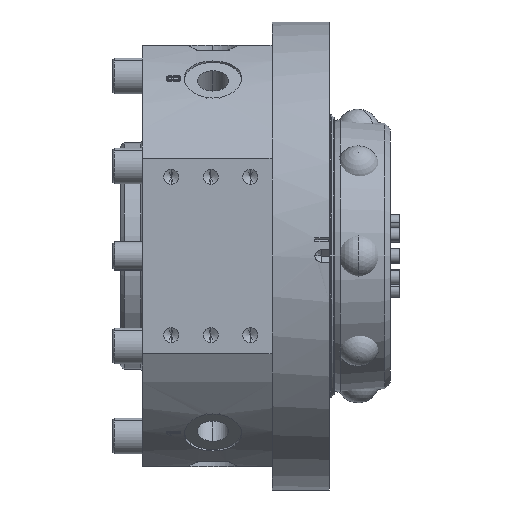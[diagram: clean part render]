
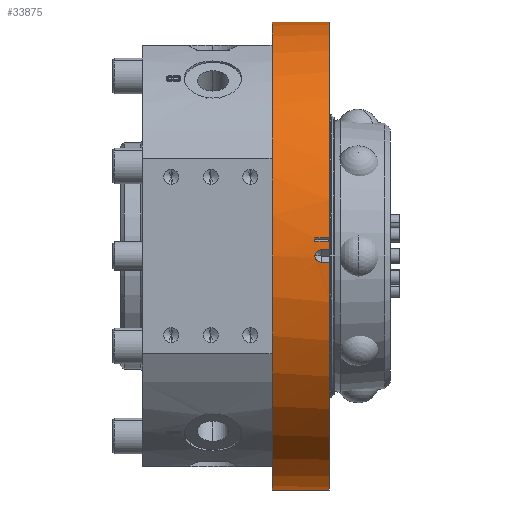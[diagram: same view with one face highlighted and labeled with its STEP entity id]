
A CAD part, left-side view. The second image highlights one B-rep face of the part: STEP entity #33875.
In plain terms, the highlighted cylindrical face has radius 65 mm (diameter 130 mm), a partial arc.
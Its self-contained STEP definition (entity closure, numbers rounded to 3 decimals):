
#447 = ORIENTED_EDGE ( 'NONE', *, *, #21346, .F. ) ;
#1253 = EDGE_CURVE ( 'NONE', #47835, #30121, #29982, .T. ) ;
#1405 = EDGE_CURVE ( 'NONE', #43611, #15111, #60820, .T. ) ;
#1562 = DIRECTION ( 'NONE',  ( 0., 0., 1. ) ) ;
#1908 = CARTESIAN_POINT ( 'NONE',  ( -64.875, -48., 4.037 ) ) ;
#3575 = CARTESIAN_POINT ( 'NONE',  ( -64.875, -52., 4.037 ) ) ;
#5382 = CARTESIAN_POINT ( 'NONE',  ( -64.995, -48.263, 0.845 ) ) ;
#5832 = LINE ( 'NONE', #60606, #13003 ) ;
#6108 = CARTESIAN_POINT ( 'NONE',  ( -64.986, -48.718, 1.34 ) ) ;
#6464 = CARTESIAN_POINT ( 'NONE',  ( -65., -48., 0.226 ) ) ;
#6688 = ORIENTED_EDGE ( 'NONE', *, *, #61858, .T. ) ;
#8444 = CARTESIAN_POINT ( 'NONE',  ( -64.979, -49.31, -1.656 ) ) ;
#9732 = VERTEX_POINT ( 'NONE', #53946 ) ;
#9862 = CARTESIAN_POINT ( 'NONE',  ( -65., -48., 0. ) ) ;
#10123 = CARTESIAN_POINT ( 'NONE',  ( -64.805, -52., 5.031 ) ) ;
#10567 = VERTEX_POINT ( 'NONE', #10123 ) ;
#11700 = DIRECTION ( 'NONE',  ( 0., -1., 0. ) ) ;
#11762 = EDGE_CURVE ( 'NONE', #56507, #9732, #65268, .T. ) ;
#11848 = CYLINDRICAL_SURFACE ( 'NONE', #49712, 65. ) ;
#12205 = EDGE_LOOP ( 'NONE', ( #69438, #25101, #46241, #58852, #15916, #43319, #34032, #447, #68263, #33102, #6688, #12672, #69057 ) ) ;
#12672 = ORIENTED_EDGE ( 'NONE', *, *, #63234, .T. ) ;
#12771 = VERTEX_POINT ( 'NONE', #47164 ) ;
#13003 = VECTOR ( 'NONE', #16988, 1000. ) ;
#13827 = CARTESIAN_POINT ( 'NONE',  ( -64.977, -49.75, -1.727 ) ) ;
#14143 = DIRECTION ( 'NONE',  ( 0., 1., 0. ) ) ;
#14532 = CARTESIAN_POINT ( 'NONE',  ( -64.977, -49.637, -1.727 ) ) ;
#15111 = VERTEX_POINT ( 'NONE', #53477 ) ;
#15200 = CARTESIAN_POINT ( 'NONE',  ( -64.977, -49.75, 1.727 ) ) ;
#15916 = ORIENTED_EDGE ( 'NONE', *, *, #49297, .T. ) ;
#16529 = CARTESIAN_POINT ( 'NONE',  ( -65., -48., 0. ) ) ;
#16896 = CARTESIAN_POINT ( 'NONE',  ( -64.983, -48.903, 1.473 ) ) ;
#16988 = DIRECTION ( 'NONE',  ( 0., 1., 0. ) ) ;
#17406 = CARTESIAN_POINT ( 'NONE',  ( 0., -52., 65. ) ) ;
#18135 = AXIS2_PLACEMENT_3D ( 'NONE', #26442, #22470, #38296 ) ;
#18149 = CARTESIAN_POINT ( 'NONE',  ( 0., -52., 0. ) ) ;
#19418 = EDGE_CURVE ( 'NONE', #12771, #56507, #33038, .T. ) ;
#19963 = CARTESIAN_POINT ( 'NONE',  ( -64.983, -48.902, -1.472 ) ) ;
#20365 = EDGE_CURVE ( 'NONE', #30121, #60005, #48048, .T. ) ;
#21346 = EDGE_CURVE ( 'NONE', #43611, #60005, #51604, .T. ) ;
#22143 = CARTESIAN_POINT ( 'NONE',  ( 0., -36.1, -65. ) ) ;
#22470 = DIRECTION ( 'NONE',  ( 0., 1., 0. ) ) ;
#22882 = LINE ( 'NONE', #45198, #37792 ) ;
#24025 = VECTOR ( 'NONE', #64559, 1000. ) ;
#25011 = CARTESIAN_POINT ( 'NONE',  ( -64.986, -48.717, -1.34 ) ) ;
#25101 = ORIENTED_EDGE ( 'NONE', *, *, #19418, .T. ) ;
#26354 = CARTESIAN_POINT ( 'NONE',  ( 0., -36.1, 0. ) ) ;
#26442 = CARTESIAN_POINT ( 'NONE',  ( 0., -52., 0. ) ) ;
#26639 = CARTESIAN_POINT ( 'NONE',  ( 0., -26.261, 0. ) ) ;
#26771 = CARTESIAN_POINT ( 'NONE',  ( -64.999, -48.065, -0.446 ) ) ;
#29744 = AXIS2_PLACEMENT_3D ( 'NONE', #53000, #41853, #63843 ) ;
#29982 = LINE ( 'NONE', #51929, #65456 ) ;
#30121 = VERTEX_POINT ( 'NONE', #53590 ) ;
#30473 = EDGE_CURVE ( 'NONE', #9732, #53245, #36450, .T. ) ;
#30654 = CIRCLE ( 'NONE', #53610, 65. ) ;
#30766 = CARTESIAN_POINT ( 'NONE',  ( 0., -26.261, 65. ) ) ;
#30926 = CARTESIAN_POINT ( 'NONE',  ( -65., -48., 0. ) ) ;
#32196 = CARTESIAN_POINT ( 'NONE',  ( -65., -48., -0.226 ) ) ;
#32702 = CARTESIAN_POINT ( 'NONE',  ( -64.977, -52., -1.727 ) ) ;
#33038 = CIRCLE ( 'NONE', #18135, 65. ) ;
#33102 = ORIENTED_EDGE ( 'NONE', *, *, #62909, .T. ) ;
#33124 = CARTESIAN_POINT ( 'NONE',  ( -64.977, -49.75, 1.727 ) ) ;
#33875 = ADVANCED_FACE ( 'NONE', ( #49654 ), #11848, .T. ) ;
#34032 = ORIENTED_EDGE ( 'NONE', *, *, #20365, .T. ) ;
#34329 = VECTOR ( 'NONE', #58849, 1000. ) ;
#34583 = VERTEX_POINT ( 'NONE', #22143 ) ;
#34874 = EDGE_CURVE ( 'NONE', #12771, #34583, #5832, .T. ) ;
#36450 = B_SPLINE_CURVE_WITH_KNOTS ( 'NONE', 3,
 ( #13827, #14532, #57798, #8444, #47327, #19963, #25011, #41927, #36544, #26771, #32196, #9862 ),
 .UNSPECIFIED., .F., .F.,
 ( 4, 2, 2, 2, 2, 4 ),
 ( 0., 0., 0.001, 0.001, 0.002, 0.003 ),
 .UNSPECIFIED. ) ;
#36544 = CARTESIAN_POINT ( 'NONE',  ( -64.995, -48.263, -0.845 ) ) ;
#37513 = DIRECTION ( 'NONE',  ( 0., 0., 1. ) ) ;
#37792 = VECTOR ( 'NONE', #11700, 1000. ) ;
#38296 = DIRECTION ( 'NONE',  ( 0., 0., 1. ) ) ;
#38892 = EDGE_CURVE ( 'NONE', #34583, #39691, #30654, .T. ) ;
#39691 = VERTEX_POINT ( 'NONE', #45585 ) ;
#41378 = VERTEX_POINT ( 'NONE', #17406 ) ;
#41853 = DIRECTION ( 'NONE',  ( 0., 1., 0. ) ) ;
#41927 = CARTESIAN_POINT ( 'NONE',  ( -64.992, -48.399, -1.028 ) ) ;
#42662 = DIRECTION ( 'NONE',  ( 0., 0., 1. ) ) ;
#42920 = CARTESIAN_POINT ( 'NONE',  ( -64.977, -26.261, -1.727 ) ) ;
#43319 = ORIENTED_EDGE ( 'NONE', *, *, #1253, .T. ) ;
#43577 = CARTESIAN_POINT ( 'NONE',  ( -64.979, -49.303, 1.664 ) ) ;
#43611 = VERTEX_POINT ( 'NONE', #49748 ) ;
#43917 = DIRECTION ( 'NONE',  ( 0., 0., 1. ) ) ;
#44292 = CARTESIAN_POINT ( 'NONE',  ( -64.977, -49.524, 1.727 ) ) ;
#45198 = CARTESIAN_POINT ( 'NONE',  ( -64.805, -48., 5.031 ) ) ;
#45585 = CARTESIAN_POINT ( 'NONE',  ( 0., -36.1, 65. ) ) ;
#46196 = DIRECTION ( 'NONE',  ( 0., -1., 0. ) ) ;
#46241 = ORIENTED_EDGE ( 'NONE', *, *, #11762, .T. ) ;
#47164 = CARTESIAN_POINT ( 'NONE',  ( 0., -52., -65. ) ) ;
#47327 = CARTESIAN_POINT ( 'NONE',  ( -64.98, -49.203, -1.617 ) ) ;
#47835 = VERTEX_POINT ( 'NONE', #15200 ) ;
#48048 = CIRCLE ( 'NONE', #66517, 65. ) ;
#49297 = EDGE_CURVE ( 'NONE', #53245, #47835, #62955, .T. ) ;
#49654 = FACE_OUTER_BOUND ( 'NONE', #12205, .T. ) ;
#49712 = AXIS2_PLACEMENT_3D ( 'NONE', #26639, #60497, #43917 ) ;
#49748 = CARTESIAN_POINT ( 'NONE',  ( -64.875, -48., 4.037 ) ) ;
#50018 = CARTESIAN_POINT ( 'NONE',  ( -64.992, -48.399, 1.028 ) ) ;
#51604 = LINE ( 'NONE', #1908, #68925 ) ;
#51929 = CARTESIAN_POINT ( 'NONE',  ( -64.977, -26.261, 1.727 ) ) ;
#53000 = CARTESIAN_POINT ( 'NONE',  ( 0., -48., 0. ) ) ;
#53245 = VERTEX_POINT ( 'NONE', #30926 ) ;
#53477 = CARTESIAN_POINT ( 'NONE',  ( -64.805, -48., 5.031 ) ) ;
#53590 = CARTESIAN_POINT ( 'NONE',  ( -64.977, -52., 1.727 ) ) ;
#53610 = AXIS2_PLACEMENT_3D ( 'NONE', #26354, #58426, #37513 ) ;
#53946 = CARTESIAN_POINT ( 'NONE',  ( -64.977, -49.75, -1.727 ) ) ;
#56507 = VERTEX_POINT ( 'NONE', #32702 ) ;
#57754 = DIRECTION ( 'NONE',  ( 0., -1., 0. ) ) ;
#57798 = CARTESIAN_POINT ( 'NONE',  ( -64.977, -49.527, -1.711 ) ) ;
#58136 = LINE ( 'NONE', #30766, #34329 ) ;
#58426 = DIRECTION ( 'NONE',  ( 0., 1., 0. ) ) ;
#58849 = DIRECTION ( 'NONE',  ( 0., 1., 0. ) ) ;
#58852 = ORIENTED_EDGE ( 'NONE', *, *, #30473, .T. ) ;
#59237 = DIRECTION ( 'NONE',  ( 0., 1., 0. ) ) ;
#59519 = AXIS2_PLACEMENT_3D ( 'NONE', #18149, #14143, #1562 ) ;
#60005 = VERTEX_POINT ( 'NONE', #3575 ) ;
#60497 = DIRECTION ( 'NONE',  ( 0., 1., 0. ) ) ;
#60606 = CARTESIAN_POINT ( 'NONE',  ( 0., -26.261, -65. ) ) ;
#60820 = CIRCLE ( 'NONE', #29744, 65. ) ;
#61858 = EDGE_CURVE ( 'NONE', #10567, #41378, #71041, .T. ) ;
#62909 = EDGE_CURVE ( 'NONE', #15111, #10567, #22882, .T. ) ;
#62955 = B_SPLINE_CURVE_WITH_KNOTS ( 'NONE', 3,
 ( #16529, #6464, #65938, #5382, #50018, #6108, #16896, #43577, #44292, #33124 ),
 .UNSPECIFIED., .F., .F.,
 ( 4, 2, 2, 2, 4 ),
 ( 0., 0.001, 0.001, 0.002, 0.003 ),
 .UNSPECIFIED. ) ;
#63234 = EDGE_CURVE ( 'NONE', #41378, #39691, #58136, .T. ) ;
#63843 = DIRECTION ( 'NONE',  ( 0., 0., 1. ) ) ;
#64559 = DIRECTION ( 'NONE',  ( 0., 1., 0. ) ) ;
#65268 = LINE ( 'NONE', #42920, #24025 ) ;
#65456 = VECTOR ( 'NONE', #46196, 1000. ) ;
#65938 = CARTESIAN_POINT ( 'NONE',  ( -64.999, -48.065, 0.447 ) ) ;
#66517 = AXIS2_PLACEMENT_3D ( 'NONE', #70079, #59237, #42662 ) ;
#68263 = ORIENTED_EDGE ( 'NONE', *, *, #1405, .T. ) ;
#68925 = VECTOR ( 'NONE', #57754, 1000. ) ;
#69057 = ORIENTED_EDGE ( 'NONE', *, *, #38892, .F. ) ;
#69438 = ORIENTED_EDGE ( 'NONE', *, *, #34874, .F. ) ;
#70079 = CARTESIAN_POINT ( 'NONE',  ( 0., -52., 0. ) ) ;
#71041 = CIRCLE ( 'NONE', #59519, 65. ) ;
